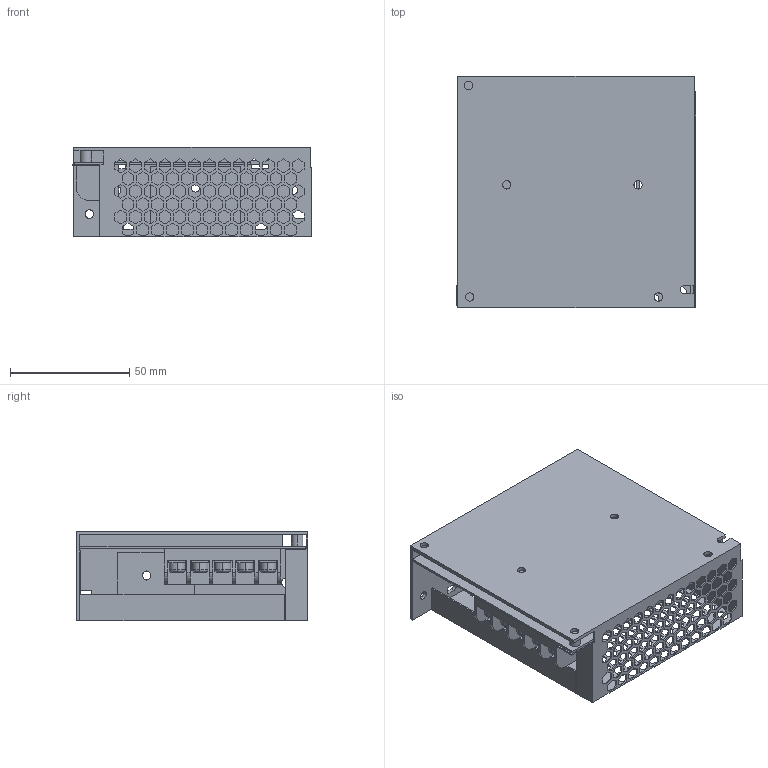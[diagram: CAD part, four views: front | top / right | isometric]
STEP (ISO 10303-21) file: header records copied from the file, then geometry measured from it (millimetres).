
FILE_DESCRIPTION (( 'STEP AP214' ), '1' );
FILE_NAME ('F6055SEL-9.5-5P-V1.0.STEP', '2025-05-16T01:14:24', ( '' ), ( '' ), 'SwSTEP 2.0', 'SolidWorks 2020', '' );
FILE_SCHEMA (( 'AUTOMOTIVE_DESIGN' ));
Length unit declared in the file: millimetre
Products named in the file (1): F6055SEL-9.5-5P-V1.0
Bounding box: 100.2 x 97.1 x 37.5 mm (x, y, z)
Volume: 44883.5 mm3; surface area: 69971.2 mm2
Topology: 1 solids, 1 shells, 1767 faces, 5301 edges, 3520 vertices
Faces by surface type: plane 1697, cylinder 58, torus 12
Entity records: 59603 total; most frequent: CARTESIAN_POINT 10763, ORIENTED_EDGE 10602, DIRECTION 8935, EDGE_CURVE 5301, LINE 5127, VECTOR 5127, VERTEX_POINT 3520, EDGE_LOOP 2293
